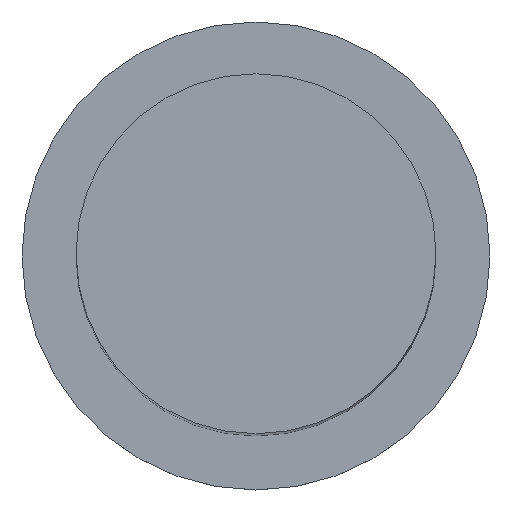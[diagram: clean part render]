
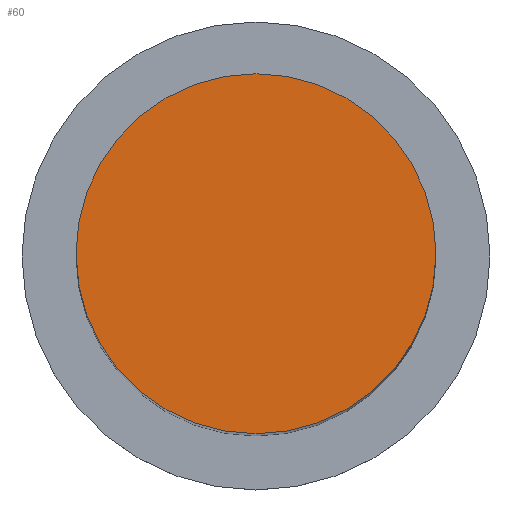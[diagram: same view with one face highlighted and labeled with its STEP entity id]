
A CAD part, top view. The second image highlights one B-rep face of the part: STEP entity #60.
In plain terms, the highlighted planar face has unit normal (0, 0, 1).
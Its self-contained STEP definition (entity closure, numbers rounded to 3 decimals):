
#60=ADVANCED_FACE('',(#68),#65,.T.);
#65=PLANE('',#172);
#68=FACE_OUTER_BOUND('',#80,.T.);
#80=EDGE_LOOP('',(#96));
#96=ORIENTED_EDGE('',*,*,#111,.F.);
#103=VERTEX_POINT('',#230);
#111=EDGE_CURVE('',#103,#103,#119,.T.);
#119=CIRCLE('',#161,10.);
#161=AXIS2_PLACEMENT_3D('',#229,#189,#190);
#172=AXIS2_PLACEMENT_3D('',#246,#211,#212);
#189=DIRECTION('',(0.,0.,-1.));
#190=DIRECTION('',(1.,0.,0.));
#211=DIRECTION('',(0.,0.,1.));
#212=DIRECTION('',(1.,0.,0.));
#229=CARTESIAN_POINT('',(0.,0.,-0.3));
#230=CARTESIAN_POINT('',(10.,0.,-0.3));
#246=CARTESIAN_POINT('',(0.,0.,-0.3));
